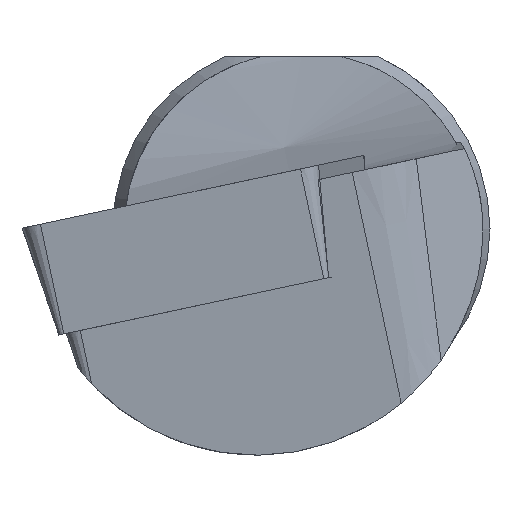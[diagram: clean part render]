
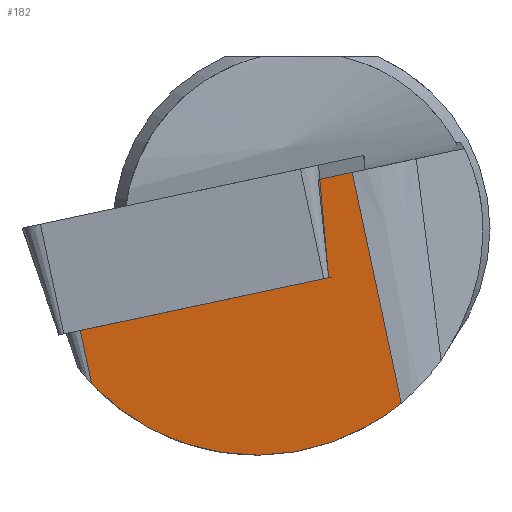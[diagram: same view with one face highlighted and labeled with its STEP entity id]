
A CAD part, left-side view. The second image highlights one B-rep face of the part: STEP entity #182.
In plain terms, the highlighted planar face has unit normal (-0.993, -0.025, -0.119).
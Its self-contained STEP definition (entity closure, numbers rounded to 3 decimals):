
#41=ELLIPSE('',#705,4.836,4.8);
#161=PLANE('',#706);
#182=ADVANCED_FACE('',(#224),#161,.T.);
#224=FACE_OUTER_BOUND('',#256,.T.);
#256=EDGE_LOOP('',(#416,#417,#418,#419,#420,#421));
#299=LINE('',#973,#340);
#300=LINE('',#976,#341);
#301=LINE('',#978,#342);
#302=LINE('',#982,#343);
#303=LINE('',#984,#344);
#340=VECTOR('',#803,1.);
#341=VECTOR('',#804,1.);
#342=VECTOR('',#805,1.);
#343=VECTOR('',#808,1.);
#344=VECTOR('',#809,1.);
#416=ORIENTED_EDGE('',*,*,#613,.F.);
#417=ORIENTED_EDGE('',*,*,#614,.F.);
#418=ORIENTED_EDGE('',*,*,#615,.F.);
#419=ORIENTED_EDGE('',*,*,#616,.T.);
#420=ORIENTED_EDGE('',*,*,#617,.T.);
#421=ORIENTED_EDGE('',*,*,#618,.F.);
#550=VERTEX_POINT('',#974);
#551=VERTEX_POINT('',#975);
#552=VERTEX_POINT('',#977);
#553=VERTEX_POINT('',#979);
#554=VERTEX_POINT('',#981);
#555=VERTEX_POINT('',#983);
#613=EDGE_CURVE('',#550,#551,#299,.T.);
#614=EDGE_CURVE('',#552,#550,#300,.T.);
#615=EDGE_CURVE('',#553,#552,#301,.T.);
#616=EDGE_CURVE('',#553,#554,#41,.T.);
#617=EDGE_CURVE('',#554,#555,#302,.T.);
#618=EDGE_CURVE('',#551,#555,#303,.T.);
#705=AXIS2_PLACEMENT_3D('',#980,#806,#807);
#706=AXIS2_PLACEMENT_3D('',#985,#810,#811);
#803=DIRECTION('',(-0.121,0.106,0.987));
#804=DIRECTION('',(0.,-0.978,0.208));
#805=DIRECTION('',(-0.122,0.206,0.971));
#806=DIRECTION('',(-0.993,-0.025,-0.119));
#807=DIRECTION('',(0.122,-0.206,-0.971));
#808=DIRECTION('',(-0.122,0.206,0.971));
#809=DIRECTION('',(0.,-0.978,0.208));
#810=DIRECTION('',(-0.993,-0.025,-0.119));
#811=DIRECTION('',(-0.119,0.,0.993));
#973=CARTESIAN_POINT('',(0.169,-0.385,0.779));
#974=CARTESIAN_POINT('',(0.392,-0.579,-1.035));
#975=CARTESIAN_POINT('',(0.136,-0.356,1.044));
#976=CARTESIAN_POINT('',(0.392,4.689,-2.155));
#977=CARTESIAN_POINT('',(0.392,4.689,-2.155));
#978=CARTESIAN_POINT('',(0.1,5.184,0.173));
#979=CARTESIAN_POINT('',(0.534,4.449,-3.286));
#980=CARTESIAN_POINT('',(0.229,0.95,0.));
#981=CARTESIAN_POINT('',(0.75,-2.117,-3.693));
#982=CARTESIAN_POINT('',(0.099,-1.015,1.491));
#983=CARTESIAN_POINT('',(0.136,-1.077,1.198));
#984=CARTESIAN_POINT('',(0.137,5.122,-0.12));
#985=CARTESIAN_POINT('',(0.1,5.184,0.173));
